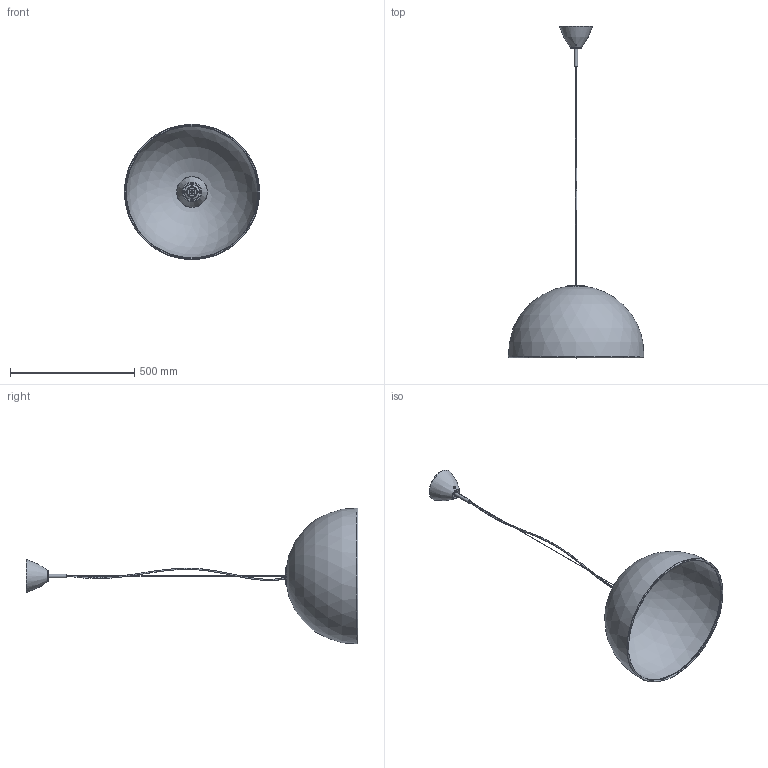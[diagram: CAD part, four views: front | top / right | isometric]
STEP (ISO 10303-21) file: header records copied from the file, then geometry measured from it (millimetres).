
FILE_DESCRIPTION(/* description */ (''),/* implementation_level */ '2;1');
FILE_NAME(/* name */ 'F511790200ALNE.stp',/* time_stamp */ '2020-01-20T13:49:17+01:00',/* author */ ('sghezzi'),/* organization */ (''),/* preprocessor_version */ 'ST-DEVELOPER v17.2',/* originating_system */ 'Autodesk Inventor 2019',/* authorisation */ '');
FILE_SCHEMA (('AUTOMOTIVE_DESIGN { 1 0 10303 214 3 1 1 }'));
Length unit declared in the file: millimetre
Products named in the file (13): Assieme1; 030000522_Rosone_sos_F13.2; 007600931_Tubetto fil D13 L100 CR; 5117.1; 005340200_Cavo 3x0.75 FEP+Silc T180 d 5.2 Tr H037T E.M.C.; 000001853_cavo acc alta resist con guaina; 066010000_Bloccacavo ot nk 2 fori + viti 65091020; 007600090_Cono piccolo cupola d54-d75 AL; 007600088_Cono grande Cupola d54-d75 bianco; 058005400; 054039000; 066008110_Gancio sosp OtCr d23 M10x1 grano M4 guidolux; 066001853_Gancio_sosp _M13_ZnBi
Assembly tree (12 placements, depth 2):
  Assieme1
    030000522_Rosone_sos_F13.2
    007600931_Tubetto fil D13 L100 CR
    5117.1
    005340200_Cavo 3x0.75 FEP+Silc T180 d 5.2 Tr H037T E.M.C.
    000001853_cavo acc alta resist con guaina
    066010000_Bloccacavo ot nk 2 fori + viti 65091020
    007600090_Cono piccolo cupola d54-d75 AL
    007600088_Cono grande Cupola d54-d75 bianco
    058005400
    054039000
    066008110_Gancio sosp OtCr d23 M10x1 grano M4 guidolux
    066001853_Gancio_sosp _M13_ZnBi
Bounding box: 544.43 x 1333.5 x 544.43 mm (x, y, z)
Volume: 1204391.1 mm3; surface area: 1190491.5 mm2
Topology: 11 solids, 11 shells, 153 faces, 428 edges, 291 vertices
Faces by surface type: plane 68, cylinder 59, torus 16, bspline 5, cone 3, sphere 2
Full cylindrical faces by diameter (mm): 1 x2, 3.242 x3, 4 x1, 5.2 x2, 6 x1, 6.5 x1, 10 x12, 11.92 x2, 13 x1, 13.2 x1, 16 x1, 17 x1, 23.351 x1, 24 x1, 35 x1, 36.376 x1, 37.2 x1, 37.8 x1, 40 x1, 43 x1, 45 x1, 48 x1, 50 x1, 71.63 x1, 528.444 x1, 532.444 x1
Entity records: 6435 total; most frequent: CARTESIAN_POINT 1731, DIRECTION 977, ORIENTED_EDGE 856, EDGE_CURVE 428, AXIS2_PLACEMENT_3D 400, VERTEX_POINT 291, CIRCLE 225, EDGE_LOOP 203
